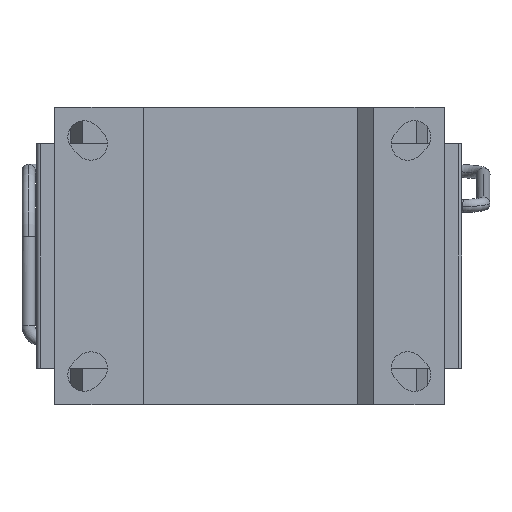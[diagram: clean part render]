
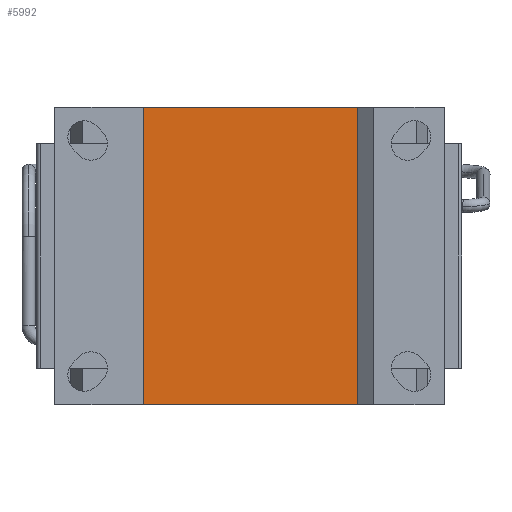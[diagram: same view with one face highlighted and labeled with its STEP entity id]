
A CAD part, front view. The second image highlights one B-rep face of the part: STEP entity #5992.
In plain terms, the highlighted planar face has unit normal (0, -1, 0).
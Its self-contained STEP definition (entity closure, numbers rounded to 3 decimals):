
#10 = LINE ( 'NONE', #6414, #6588 ) ;
#297 = ORIENTED_EDGE ( 'NONE', *, *, #14443, .F. ) ;
#504 = DIRECTION ( 'NONE',  ( 0., 0., 1. ) ) ;
#868 = FACE_OUTER_BOUND ( 'NONE', #4368, .T. ) ;
#943 = VECTOR ( 'NONE', #6166, 1000. ) ;
#1183 = CARTESIAN_POINT ( 'NONE',  ( 17.65, 4., -22.5 ) ) ;
#1646 = VERTEX_POINT ( 'NONE', #11118 ) ;
#2510 = DIRECTION ( 'NONE',  ( -1., 0., 0. ) ) ;
#4368 = EDGE_LOOP ( 'NONE', ( #4653, #13743, #14579, #297 ) ) ;
#4653 = ORIENTED_EDGE ( 'NONE', *, *, #9930, .F. ) ;
#4751 = DIRECTION ( 'NONE',  ( -1., 0., 0. ) ) ;
#4847 = CARTESIAN_POINT ( 'NONE',  ( 17.65, 4., 22.5 ) ) ;
#5378 = CARTESIAN_POINT ( 'NONE',  ( 17.65, 4., -22.5 ) ) ;
#5992 = ADVANCED_FACE ( 'NONE', ( #868 ), #11014, .F. ) ;
#6105 = AXIS2_PLACEMENT_3D ( 'NONE', #16469, #8382, #504 ) ;
#6166 = DIRECTION ( 'NONE',  ( 0., 0., -1. ) ) ;
#6392 = CARTESIAN_POINT ( 'NONE',  ( -19.05, 4., 22.5 ) ) ;
#6414 = CARTESIAN_POINT ( 'NONE',  ( -19.05, 4., 22.5 ) ) ;
#6588 = VECTOR ( 'NONE', #15877, 1000. ) ;
#6803 = EDGE_CURVE ( 'NONE', #13362, #16134, #8858, .T. ) ;
#6951 = LINE ( 'NONE', #1183, #13630 ) ;
#8382 = DIRECTION ( 'NONE',  ( 0., 1., 0. ) ) ;
#8858 = LINE ( 'NONE', #16752, #15641 ) ;
#9689 = VERTEX_POINT ( 'NONE', #5378 ) ;
#9930 = EDGE_CURVE ( 'NONE', #13362, #9689, #11481, .T. ) ;
#10279 = CARTESIAN_POINT ( 'NONE',  ( 17.65, 4., 22.5 ) ) ;
#11014 = PLANE ( 'NONE',  #6105 ) ;
#11118 = CARTESIAN_POINT ( 'NONE',  ( -19.05, 4., -22.5 ) ) ;
#11481 = LINE ( 'NONE', #4847, #943 ) ;
#13362 = VERTEX_POINT ( 'NONE', #10279 ) ;
#13630 = VECTOR ( 'NONE', #2510, 1000. ) ;
#13743 = ORIENTED_EDGE ( 'NONE', *, *, #6803, .T. ) ;
#14443 = EDGE_CURVE ( 'NONE', #9689, #1646, #6951, .T. ) ;
#14579 = ORIENTED_EDGE ( 'NONE', *, *, #15592, .F. ) ;
#15592 = EDGE_CURVE ( 'NONE', #1646, #16134, #10, .T. ) ;
#15641 = VECTOR ( 'NONE', #4751, 1000. ) ;
#15877 = DIRECTION ( 'NONE',  ( 0., 0., 1. ) ) ;
#16134 = VERTEX_POINT ( 'NONE', #6392 ) ;
#16469 = CARTESIAN_POINT ( 'NONE',  ( 17.65, 4., 22.5 ) ) ;
#16752 = CARTESIAN_POINT ( 'NONE',  ( -28.5, 4., 22.5 ) ) ;
